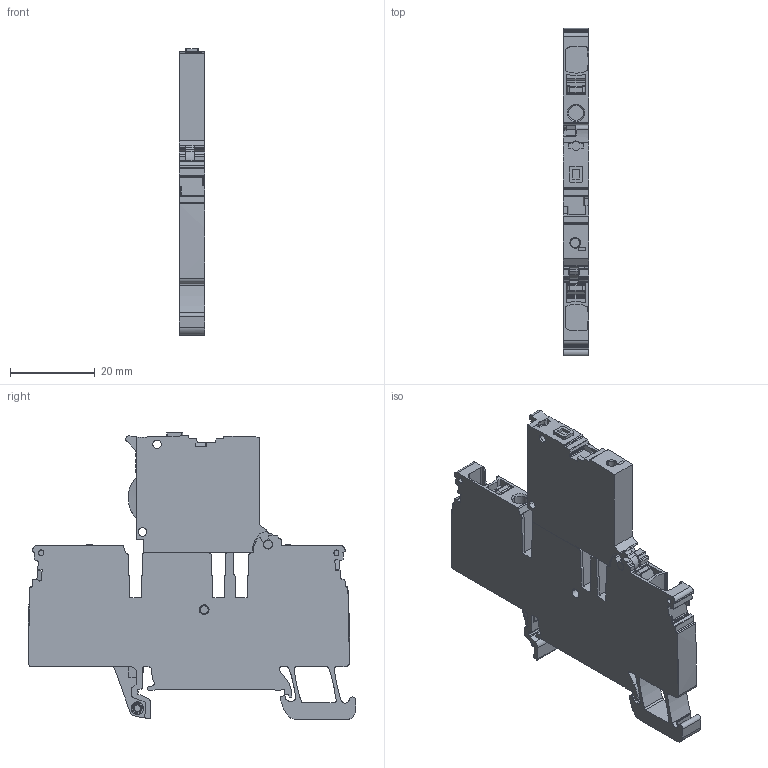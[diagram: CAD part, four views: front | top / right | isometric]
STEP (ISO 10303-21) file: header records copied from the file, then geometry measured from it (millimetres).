
FILE_DESCRIPTION(('CATIA V5 STEP Exchange','CAx-IF Rec.Pracs.--- Model Styling and Organization---1.5--- 2016-08-15','CAx-IF Rec.Pracs.---Supplemental Geometry---1.0---2011-11-01','CAx-IF Rec.Pracs.--- Composite Materials ---1.1---2010-07-15'),'2;1');
FILE_NAME ('1897990-6_0', '2024-10-03T10:14:34+00:00', ('none'), ('Weidmueller'), 'CATIA Version 5-6 Release 2022 SP4 HF5', 'CATIA V5 STEP AP214 v3', 'none');
FILE_SCHEMA(('AUTOMOTIVE_DESIGN { 1 0 10303 214 1 1 1 1 }'));
Length unit declared in the file: millimetre
Products named in the file (1): 2941480000
Bounding box: 6.1 x 77.55 x 67.86 mm (x, y, z)
Volume: 17574.3 mm3; surface area: 10704.8 mm2
Topology: 1 solids, 4 shells, 1271 faces, 3498 edges, 2277 vertices
Faces by surface type: plane 529, cylinder 495, extrusion 141, torus 56, bspline 27, cone 21, sphere 2
Entity records: 42874 total; most frequent: CARTESIAN_POINT 11054, ORIENTED_EDGE 6992, DIRECTION 5003, EDGE_CURVE 3496, VERTEX_POINT 2277, VECTOR 2268, LINE 2127, AXIS2_PLACEMENT_3D 1817
